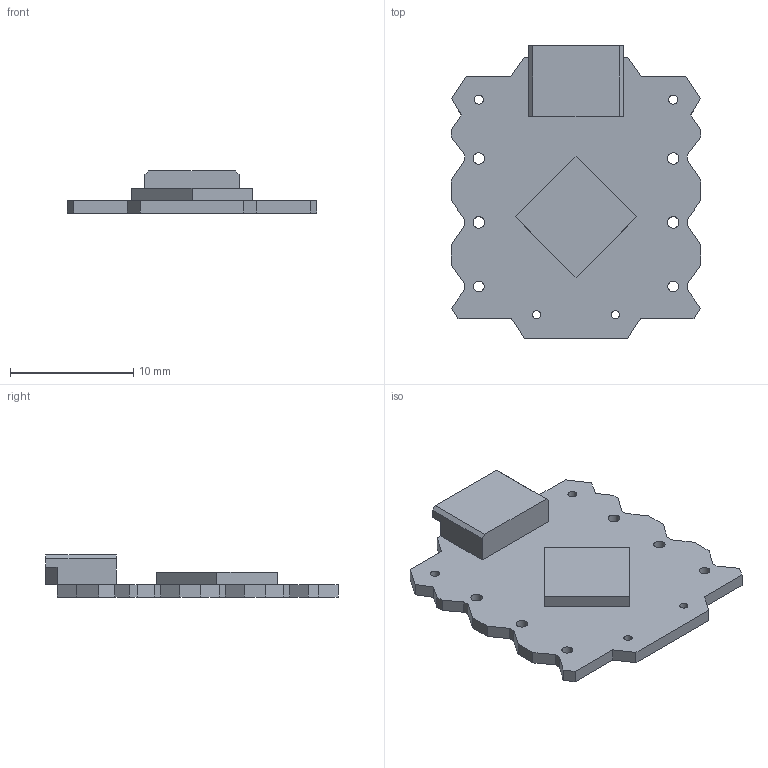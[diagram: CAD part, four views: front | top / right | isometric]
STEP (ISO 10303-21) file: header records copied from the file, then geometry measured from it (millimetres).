
FILE_DESCRIPTION(/* description */ (''),/* implementation_level */ '2;1');
FILE_NAME(/* name */ 'dfrobot_beetle.step',/* time_stamp */ '2023-02-28T09:06:37+01:00',/* author */ (''),/* organization */ (''),/* preprocessor_version */ 'ST-DEVELOPER v19.2',/* originating_system */ 'Autodesk Translation Framework v11.17.0.187',/* authorisation */ '');
FILE_SCHEMA (('AUTOMOTIVE_DESIGN { 1 0 10303 214 3 1 1 }'));
Length unit declared in the file: millimetre
Products named in the file (2): dfrobot_beetle; beetle_board
Assembly tree (1 placements, depth 2):
  dfrobot_beetle
    beetle_board
Bounding box: 20.2 x 23.69 x 3.42 mm (x, y, z)
Volume: 561.2 mm3; surface area: 1022.2 mm2
Topology: 1 solids, 1 shells, 69 faces, 198 edges, 132 vertices
Faces by surface type: plane 59, cylinder 10
Full cylindrical faces by diameter (mm): 0.658 x2, 0.734 x2, 0.864 x2, 0.931 x2, 0.934 x2
Entity records: 2325 total; most frequent: CARTESIAN_POINT 402, ORIENTED_EDGE 396, DIRECTION 362, EDGE_CURVE 198, LINE 178, VECTOR 178, VERTEX_POINT 132, AXIS2_PLACEMENT_3D 92
